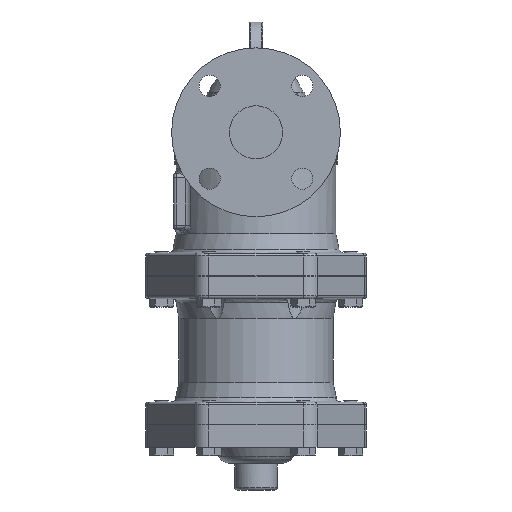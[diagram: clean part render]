
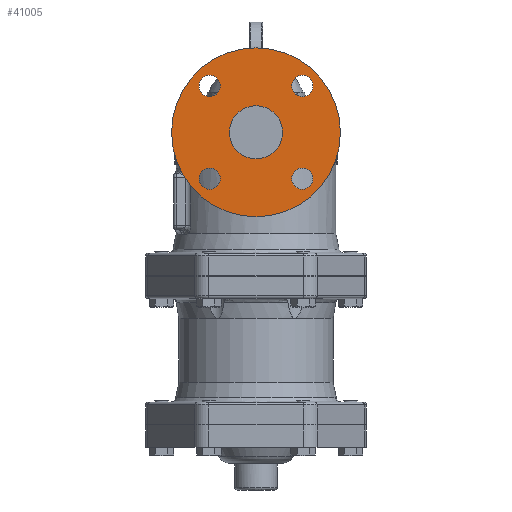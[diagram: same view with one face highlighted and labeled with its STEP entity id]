
A CAD part, left-side view. The second image highlights one B-rep face of the part: STEP entity #41005.
In plain terms, the highlighted planar face has unit normal (-1, 0, 0).
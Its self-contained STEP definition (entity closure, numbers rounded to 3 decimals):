
#40927=CARTESIAN_POINT('',(-106.0,0.,88.0));
#40928=VERTEX_POINT('',#40927);
#40929=CARTESIAN_POINT('',(-106.,0.,108.0));
#40930=DIRECTION('',(1.0,0.0,0.0));
#40931=DIRECTION('',(0.0,0.0,-1.0));
#40932=AXIS2_PLACEMENT_3D('',#40929,#40930,#40931);
#40933=CIRCLE('',#40932,20.0);
#40934=EDGE_CURVE('',#40928,#40928,#40933,.T.);
#40942=CARTESIAN_POINT('',(-106.,0.,110.545));
#40943=DIRECTION('',(1.0,0.0,0.0));
#40944=DIRECTION('',(0.0,0.0,-1.0));
#40945=AXIS2_PLACEMENT_3D('',#40942,#40943,#40944);
#40946=PLANE('',#40945);
#40947=CARTESIAN_POINT('',(-106.,0.0,171.5));
#40948=VERTEX_POINT('',#40947);
#40949=CARTESIAN_POINT('',(-106.,0.0,108.0));
#40950=DIRECTION('',(-1.0,0.0,0.0));
#40951=DIRECTION('',(0.0,0.0,1.0));
#40952=AXIS2_PLACEMENT_3D('',#40949,#40950,#40951);
#40953=CIRCLE('',#40952,63.5);
#40954=EDGE_CURVE('',#40948,#40948,#40953,.T.);
#40955=ORIENTED_EDGE('',*,*,#40954,.T.);
#40956=EDGE_LOOP('',(#40955));
#40957=FACE_OUTER_BOUND('',#40956,.T.);
#40958=CARTESIAN_POINT('',(-106.0,-26.86,142.86));
#40959=VERTEX_POINT('',#40958);
#40960=CARTESIAN_POINT('',(-106.,-34.86,142.86));
#40961=DIRECTION('',(1.0,0.0,0.0));
#40962=DIRECTION('',(0.0,1.0,0.0));
#40963=AXIS2_PLACEMENT_3D('',#40960,#40961,#40962);
#40964=CIRCLE('',#40963,8.0);
#40965=EDGE_CURVE('',#40959,#40959,#40964,.T.);
#40966=ORIENTED_EDGE('',*,*,#40965,.T.);
#40967=EDGE_LOOP('',(#40966));
#40968=FACE_BOUND('',#40967,.T.);
#40969=CARTESIAN_POINT('',(-106.0,-34.86,81.14));
#40970=VERTEX_POINT('',#40969);
#40971=CARTESIAN_POINT('',(-106.,-34.86,73.14));
#40972=DIRECTION('',(1.0,0.0,0.0));
#40973=DIRECTION('',(0.0,0.0,1.0));
#40974=AXIS2_PLACEMENT_3D('',#40971,#40972,#40973);
#40975=CIRCLE('',#40974,8.0);
#40976=EDGE_CURVE('',#40970,#40970,#40975,.T.);
#40977=ORIENTED_EDGE('',*,*,#40976,.T.);
#40978=EDGE_LOOP('',(#40977));
#40979=FACE_BOUND('',#40978,.T.);
#40980=CARTESIAN_POINT('',(-106.0,26.86,73.14));
#40981=VERTEX_POINT('',#40980);
#40982=CARTESIAN_POINT('',(-106.,34.86,73.14));
#40983=DIRECTION('',(1.0,0.0,0.0));
#40984=DIRECTION('',(0.0,-1.0,0.0));
#40985=AXIS2_PLACEMENT_3D('',#40982,#40983,#40984);
#40986=CIRCLE('',#40985,8.0);
#40987=EDGE_CURVE('',#40981,#40981,#40986,.T.);
#40988=ORIENTED_EDGE('',*,*,#40987,.T.);
#40989=EDGE_LOOP('',(#40988));
#40990=FACE_BOUND('',#40989,.T.);
#40991=CARTESIAN_POINT('',(-106.0,34.86,134.86));
#40992=VERTEX_POINT('',#40991);
#40993=CARTESIAN_POINT('',(-106.,34.86,142.86));
#40994=DIRECTION('',(1.0,0.0,0.0));
#40995=DIRECTION('',(0.0,0.0,-1.0));
#40996=AXIS2_PLACEMENT_3D('',#40993,#40994,#40995);
#40997=CIRCLE('',#40996,8.0);
#40998=EDGE_CURVE('',#40992,#40992,#40997,.T.);
#40999=ORIENTED_EDGE('',*,*,#40998,.T.);
#41000=EDGE_LOOP('',(#40999));
#41001=FACE_BOUND('',#41000,.T.);
#41002=ORIENTED_EDGE('',*,*,#40934,.T.);
#41003=EDGE_LOOP('',(#41002));
#41004=FACE_BOUND('',#41003,.T.);
#41005=ADVANCED_FACE('',(#40957,#40968,#40979,#40990,#41001,#41004),#40946,.F.);
